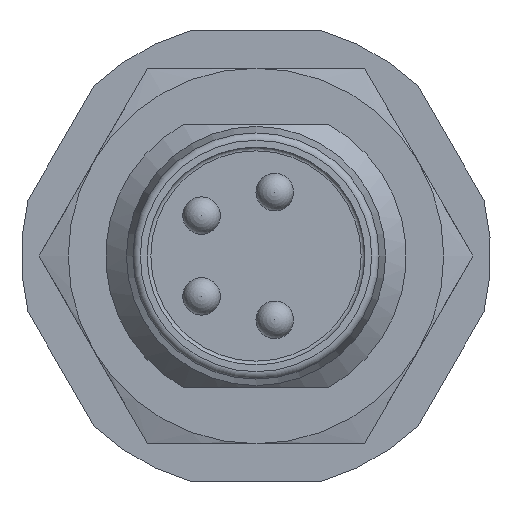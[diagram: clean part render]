
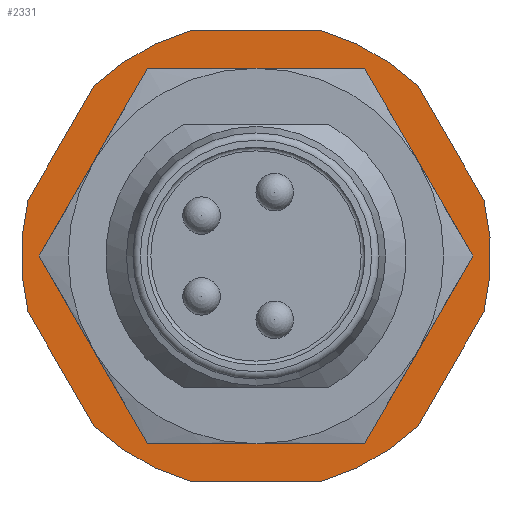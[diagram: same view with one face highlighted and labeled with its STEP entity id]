
A CAD part, front view. The second image highlights one B-rep face of the part: STEP entity #2331.
In plain terms, the highlighted planar face has unit normal (0, -1, 0).
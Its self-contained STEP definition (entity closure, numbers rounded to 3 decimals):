
#156=PLANE('',#2918);
#429=EDGE_LOOP('',(#830));
#430=EDGE_LOOP('',(#831,#832,#833,#834,#835,#836,#837,#838,#839,#840,#841,
#842));
#668=CIRCLE('',#2911,3.75);
#669=CIRCLE('',#2912,6.25);
#670=CIRCLE('',#2913,6.25);
#671=CIRCLE('',#2914,6.25);
#672=CIRCLE('',#2915,6.25);
#673=CIRCLE('',#2916,6.25);
#674=CIRCLE('',#2917,6.25);
#830=ORIENTED_EDGE('',*,*,#1602,.F.);
#831=ORIENTED_EDGE('',*,*,#1603,.T.);
#832=ORIENTED_EDGE('',*,*,#1604,.T.);
#833=ORIENTED_EDGE('',*,*,#1605,.T.);
#834=ORIENTED_EDGE('',*,*,#1606,.T.);
#835=ORIENTED_EDGE('',*,*,#1607,.T.);
#836=ORIENTED_EDGE('',*,*,#1608,.T.);
#837=ORIENTED_EDGE('',*,*,#1609,.T.);
#838=ORIENTED_EDGE('',*,*,#1610,.T.);
#839=ORIENTED_EDGE('',*,*,#1611,.T.);
#840=ORIENTED_EDGE('',*,*,#1612,.T.);
#841=ORIENTED_EDGE('',*,*,#1613,.T.);
#842=ORIENTED_EDGE('',*,*,#1614,.T.);
#1602=EDGE_CURVE('',#2721,#2721,#668,.T.);
#1603=EDGE_CURVE('',#2722,#2723,#669,.T.);
#1604=EDGE_CURVE('',#2723,#2724,#1980,.T.);
#1605=EDGE_CURVE('',#2724,#2725,#670,.T.);
#1606=EDGE_CURVE('',#2725,#2726,#1981,.T.);
#1607=EDGE_CURVE('',#2726,#2727,#671,.T.);
#1608=EDGE_CURVE('',#2727,#2728,#1982,.T.);
#1609=EDGE_CURVE('',#2728,#2729,#672,.T.);
#1610=EDGE_CURVE('',#2729,#2730,#1983,.T.);
#1611=EDGE_CURVE('',#2730,#2731,#673,.T.);
#1612=EDGE_CURVE('',#2731,#2732,#1984,.T.);
#1613=EDGE_CURVE('',#2732,#2733,#674,.T.);
#1614=EDGE_CURVE('',#2733,#2722,#1985,.T.);
#1980=LINE('',#4047,#2188);
#1981=LINE('',#4051,#2189);
#1982=LINE('',#4055,#2190);
#1983=LINE('',#4059,#2191);
#1984=LINE('',#4063,#2192);
#1985=LINE('',#4067,#2193);
#2188=VECTOR('',#3261,1.);
#2189=VECTOR('',#3264,1.);
#2190=VECTOR('',#3267,1.);
#2191=VECTOR('',#3270,1.);
#2192=VECTOR('',#3273,1.);
#2193=VECTOR('',#3276,1.);
#2331=ADVANCED_FACE('',(#2511,#2512),#156,.F.);
#2511=FACE_BOUND('',#429,.T.);
#2512=FACE_BOUND('',#430,.T.);
#2721=VERTEX_POINT('',#4043);
#2722=VERTEX_POINT('',#4045);
#2723=VERTEX_POINT('',#4046);
#2724=VERTEX_POINT('',#4048);
#2725=VERTEX_POINT('',#4050);
#2726=VERTEX_POINT('',#4052);
#2727=VERTEX_POINT('',#4054);
#2728=VERTEX_POINT('',#4056);
#2729=VERTEX_POINT('',#4058);
#2730=VERTEX_POINT('',#4060);
#2731=VERTEX_POINT('',#4062);
#2732=VERTEX_POINT('',#4064);
#2733=VERTEX_POINT('',#4066);
#2911=AXIS2_PLACEMENT_3D('',#4042,#3257,#3258);
#2912=AXIS2_PLACEMENT_3D('',#4044,#3259,#3260);
#2913=AXIS2_PLACEMENT_3D('',#4049,#3262,#3263);
#2914=AXIS2_PLACEMENT_3D('',#4053,#3265,#3266);
#2915=AXIS2_PLACEMENT_3D('',#4057,#3268,#3269);
#2916=AXIS2_PLACEMENT_3D('',#4061,#3271,#3272);
#2917=AXIS2_PLACEMENT_3D('',#4065,#3274,#3275);
#2918=AXIS2_PLACEMENT_3D('',#4068,#3277,#3278);
#3257=DIRECTION('',(0.,-1.,0.));
#3258=DIRECTION('',(0.,0.,1.));
#3259=DIRECTION('',(0.,-1.,0.));
#3260=DIRECTION('',(-1.,0.,0.));
#3261=DIRECTION('',(1.,0.,0.));
#3262=DIRECTION('',(0.,-1.,0.));
#3263=DIRECTION('',(-1.,0.,0.));
#3264=DIRECTION('',(0.5,0.,0.866));
#3265=DIRECTION('',(0.,-1.,0.));
#3266=DIRECTION('',(-1.,0.,0.));
#3267=DIRECTION('',(-0.5,0.,0.866));
#3268=DIRECTION('',(0.,-1.,0.));
#3269=DIRECTION('',(-1.,0.,0.));
#3270=DIRECTION('',(-1.,0.,0.));
#3271=DIRECTION('',(0.,-1.,0.));
#3272=DIRECTION('',(-1.,0.,0.));
#3273=DIRECTION('',(-0.5,0.,-0.866));
#3274=DIRECTION('',(0.,-1.,0.));
#3275=DIRECTION('',(-1.,0.,0.));
#3276=DIRECTION('',(0.5,0.,-0.866));
#3277=DIRECTION('',(0.,1.,0.));
#3278=DIRECTION('',(0.,0.,-1.));
#4042=CARTESIAN_POINT('',(0.,9.7,0.));
#4043=CARTESIAN_POINT('',(0.,9.7,3.75));
#4044=CARTESIAN_POINT('',(0.,9.7,0.));
#4045=CARTESIAN_POINT('',(-4.321,9.7,-4.516));
#4046=CARTESIAN_POINT('',(-1.75,9.7,-6.));
#4047=CARTESIAN_POINT('',(0.,9.7,-6.));
#4048=CARTESIAN_POINT('',(1.75,9.7,-6.));
#4049=CARTESIAN_POINT('',(0.,9.7,0.));
#4050=CARTESIAN_POINT('',(4.321,9.7,-4.516));
#4051=CARTESIAN_POINT('',(4.321,9.7,-4.516));
#4052=CARTESIAN_POINT('',(6.071,9.7,-1.484));
#4053=CARTESIAN_POINT('',(0.,9.7,0.));
#4054=CARTESIAN_POINT('',(6.071,9.7,1.484));
#4055=CARTESIAN_POINT('',(6.071,9.7,1.484));
#4056=CARTESIAN_POINT('',(4.321,9.7,4.516));
#4057=CARTESIAN_POINT('',(0.,9.7,0.));
#4058=CARTESIAN_POINT('',(1.75,9.7,6.));
#4059=CARTESIAN_POINT('',(1.75,9.7,6.));
#4060=CARTESIAN_POINT('',(-1.75,9.7,6.));
#4061=CARTESIAN_POINT('',(0.,9.7,0.));
#4062=CARTESIAN_POINT('',(-4.321,9.7,4.516));
#4063=CARTESIAN_POINT('',(-4.321,9.7,4.516));
#4064=CARTESIAN_POINT('',(-6.071,9.7,1.484));
#4065=CARTESIAN_POINT('',(0.,9.7,0.));
#4066=CARTESIAN_POINT('',(-6.071,9.7,-1.484));
#4067=CARTESIAN_POINT('',(-6.071,9.7,-1.484));
#4068=CARTESIAN_POINT('',(-7.,9.7,0.));
